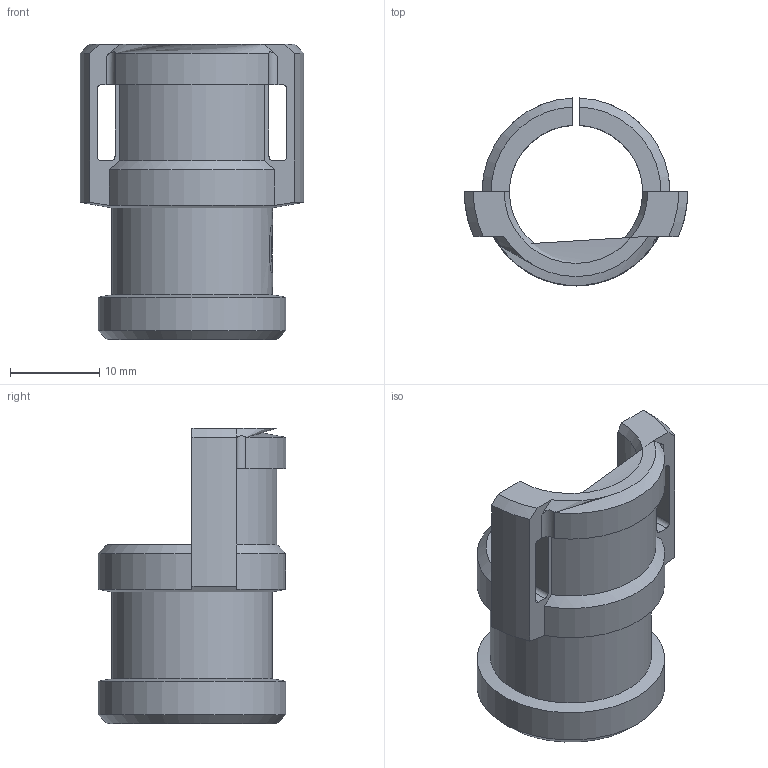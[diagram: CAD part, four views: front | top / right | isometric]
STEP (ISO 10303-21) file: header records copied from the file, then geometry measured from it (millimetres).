
FILE_DESCRIPTION(/* description */ (''),/* implementation_level */ '2;1');
FILE_NAME(/* name */ '100583941ugm000_a.stp',/* time_stamp */ '2014-07-03T10:43:54+02:00',/* author */ (''),/* organization */ (''),/* preprocessor_version */ 'ST-DEVELOPER v15',/* originating_system */ 'SIEMENS PLM Software NX 8.5',/* authorisation */ '');
FILE_SCHEMA (('AUTOMOTIVE_DESIGN { 1 0 10303 214 3 1 1 1 }'));
Length unit declared in the file: millimetre
Products named in the file (1): 100583941ugm000_a
Bounding box: 25 x 20.99 x 33 mm (x, y, z)
Volume: 3528.8 mm3; surface area: 3759.5 mm2
Topology: 1 solids, 1 shells, 150 faces, 500 edges, 453 vertices
Faces by surface type: plane 94, cylinder 43, cone 11, extrusion 2
Full cylindrical faces by diameter (mm): 0.572 x1, 0.676 x1
Entity records: 6690 total; most frequent: CARTESIAN_POINT 1708, DIRECTION 890, ORIENTED_EDGE 814, EDGE_CURVE 407, VECTOR 312, LINE 310, AXIS2_PLACEMENT_3D 289, VERTEX_POINT 272
